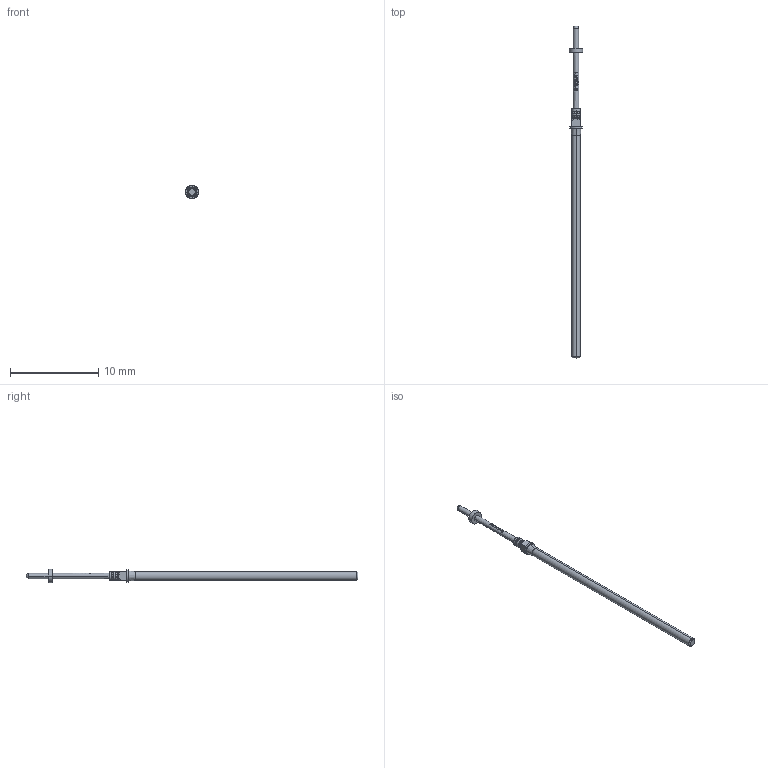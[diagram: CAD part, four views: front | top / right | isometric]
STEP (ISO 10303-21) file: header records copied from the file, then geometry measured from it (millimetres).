
FILE_DESCRIPTION (( 'STEP AP203' ), '1' );
FILE_NAME ('INGUN_T-075_305_060_250_150_X_xx02_M_0.STEP', '2020-04-23T18:02:09', ( '' ), ( '' ), 'SwSTEP 2.0', 'SolidWorks 2018', '' );
FILE_SCHEMA (( 'CONFIG_CONTROL_DESIGN' ));
Length unit declared in the file: millimetre
Products named in the file (1): INGUN_T-075_305_060_250_150_X_xx02_M_0
Bounding box: 1.5 x 37.6 x 1.5 mm (x, y, z)
Volume: 26.1 mm3; surface area: 114.9 mm2
Topology: 1 solids, 1 shells, 104 faces, 257 edges, 164 vertices
Faces by surface type: bspline 52, cone 16, cylinder 14, plane 13, torus 8, sphere 1
Entity records: 4118 total; most frequent: CARTESIAN_POINT 2021, ORIENTED_EDGE 510, EDGE_CURVE 255, DIRECTION 254, B_SPLINE_CURVE_WITH_KNOTS 165, VERTEX_POINT 163, EDGE_LOOP 114, AXIS2_PLACEMENT_3D 111
